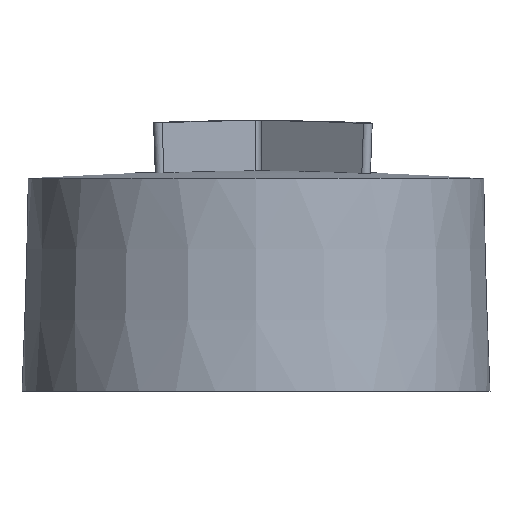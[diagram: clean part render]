
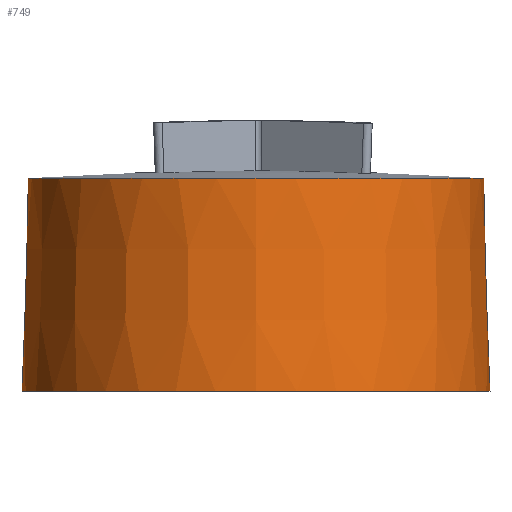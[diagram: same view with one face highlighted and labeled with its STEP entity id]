
A CAD part, left-side view. The second image highlights one B-rep face of the part: STEP entity #749.
In plain terms, the highlighted conical face has half-angle 1.7 degrees and reference radius 3.025 mm.
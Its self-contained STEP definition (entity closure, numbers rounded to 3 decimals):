
#19=CONICAL_SURFACE('',#836,3.025,0.03);
#63=LINE('',#1820,#90);
#90=VECTOR('',#1014,3.675);
#128=CIRCLE('',#833,3.025);
#129=CIRCLE('',#837,2.943);
#186=FACE_OUTER_BOUND('',#230,.T.);
#230=EDGE_LOOP('',(#664,#665,#666,#667));
#357=VERTEX_POINT('',#1813);
#358=VERTEX_POINT('',#1818);
#470=EDGE_CURVE('',#357,#357,#128,.T.);
#471=EDGE_CURVE('',#358,#358,#129,.T.);
#472=EDGE_CURVE('',#358,#357,#63,.T.);
#664=ORIENTED_EDGE('',*,*,#471,.F.);
#665=ORIENTED_EDGE('',*,*,#472,.T.);
#666=ORIENTED_EDGE('',*,*,#470,.T.);
#667=ORIENTED_EDGE('',*,*,#472,.F.);
#749=ADVANCED_FACE('',(#186),#19,.T.);
#833=AXIS2_PLACEMENT_3D('',#1814,#1004,#1005);
#836=AXIS2_PLACEMENT_3D('',#1817,#1010,#1011);
#837=AXIS2_PLACEMENT_3D('',#1819,#1012,#1013);
#1004=DIRECTION('center_axis',(0.,0.,1.));
#1005=DIRECTION('ref_axis',(1.,0.,0.));
#1010=DIRECTION('center_axis',(0.,0.,-1.));
#1011=DIRECTION('ref_axis',(1.,0.,0.));
#1012=DIRECTION('center_axis',(0.,0.,1.));
#1013=DIRECTION('ref_axis',(1.,0.,0.));
#1014=DIRECTION('',(-0.03,0.,-1.));
#1813=CARTESIAN_POINT('',(-3.025,0.,0.));
#1814=CARTESIAN_POINT('Origin',(0.,0.,0.));
#1817=CARTESIAN_POINT('Origin',(0.,0.,-0.019));
#1818=CARTESIAN_POINT('',(-2.943,0.,2.756));
#1819=CARTESIAN_POINT('Origin',(0.,0.,2.756));
#1820=CARTESIAN_POINT('',(-3.025,0.,-0.019));
